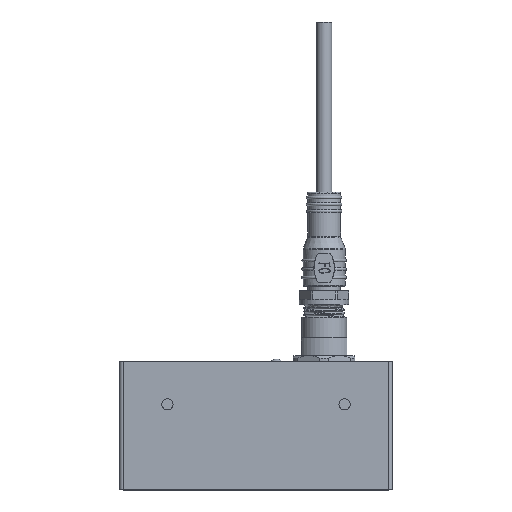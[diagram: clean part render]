
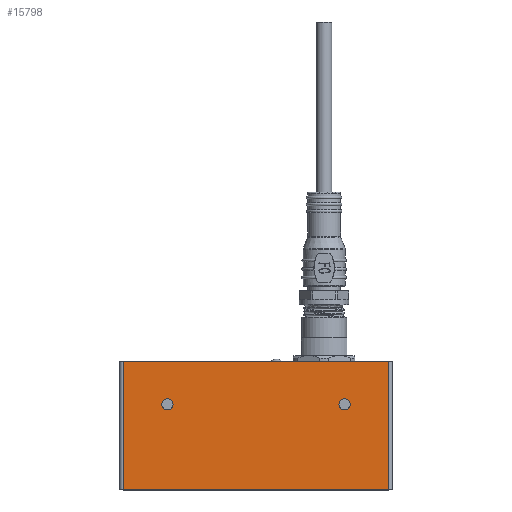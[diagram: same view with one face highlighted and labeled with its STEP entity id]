
A CAD part, top view. The second image highlights one B-rep face of the part: STEP entity #15798.
In plain terms, the highlighted planar face has unit normal (0, 0, 1).
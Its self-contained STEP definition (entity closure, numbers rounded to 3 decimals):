
#217 = DIRECTION ( 'NONE',  ( 0., 0., -1. ) ) ;
#607 = ORIENTED_EDGE ( 'NONE', *, *, #7219, .F. ) ;
#668 = DIRECTION ( 'NONE',  ( 1., 0., 0. ) ) ;
#824 = CARTESIAN_POINT ( 'NONE',  ( -40., 15.1, 12.5 ) ) ;
#945 = VERTEX_POINT ( 'NONE', #15924 ) ;
#1344 = CARTESIAN_POINT ( 'NONE',  ( 27.65, 2.6, 12.5 ) ) ;
#1348 = AXIS2_PLACEMENT_3D ( 'NONE', #12953, #1489, #6638 ) ;
#1489 = DIRECTION ( 'NONE',  ( 0., 0., 1. ) ) ;
#1959 = ORIENTED_EDGE ( 'NONE', *, *, #10369, .F. ) ;
#2036 = DIRECTION ( 'NONE',  ( 1., 0., 0. ) ) ;
#2124 = ORIENTED_EDGE ( 'NONE', *, *, #15719, .F. ) ;
#2924 = LINE ( 'NONE', #3813, #5137 ) ;
#2954 = LINE ( 'NONE', #824, #12901 ) ;
#3213 = CARTESIAN_POINT ( 'NONE',  ( -39., -22.5, 12.5 ) ) ;
#3726 = AXIS2_PLACEMENT_3D ( 'NONE', #15631, #217, #9246 ) ;
#3785 = CARTESIAN_POINT ( 'NONE',  ( -24.35, 2.6, 12.5 ) ) ;
#3813 = CARTESIAN_POINT ( 'NONE',  ( 39., 22.5, 12.5 ) ) ;
#4241 = CARTESIAN_POINT ( 'NONE',  ( 39., 15.1, 12.5 ) ) ;
#4490 = LINE ( 'NONE', #7092, #11816 ) ;
#4511 = ORIENTED_EDGE ( 'NONE', *, *, #8814, .T. ) ;
#5137 = VECTOR ( 'NONE', #12900, 1000. ) ;
#6048 = VERTEX_POINT ( 'NONE', #3213 ) ;
#6420 = AXIS2_PLACEMENT_3D ( 'NONE', #13574, #14939, #668 ) ;
#6488 = CARTESIAN_POINT ( 'NONE',  ( -39., 22.5, 12.5 ) ) ;
#6638 = DIRECTION ( 'NONE',  ( 1., 0., 0. ) ) ;
#7092 = CARTESIAN_POINT ( 'NONE',  ( -40., -22.5, 12.5 ) ) ;
#7219 = EDGE_CURVE ( 'NONE', #14269, #12328, #2954, .T. ) ;
#7354 = CIRCLE ( 'NONE', #1348, 1.65 ) ;
#8243 = VECTOR ( 'NONE', #9097, 1000. ) ;
#8669 = EDGE_LOOP ( 'NONE', ( #2124 ) ) ;
#8814 = EDGE_CURVE ( 'NONE', #6048, #945, #4490, .T. ) ;
#9097 = DIRECTION ( 'NONE',  ( 0., -1., 0. ) ) ;
#9246 = DIRECTION ( 'NONE',  ( -1., 0., 0. ) ) ;
#9261 = CARTESIAN_POINT ( 'NONE',  ( -39., 15.1, 12.5 ) ) ;
#9694 = CIRCLE ( 'NONE', #6420, 1.65 ) ;
#9856 = LINE ( 'NONE', #6488, #8243 ) ;
#9914 = ORIENTED_EDGE ( 'NONE', *, *, #14347, .T. ) ;
#10369 = EDGE_CURVE ( 'NONE', #13922, #13922, #9694, .T. ) ;
#10387 = PLANE ( 'NONE',  #3726 ) ;
#11209 = FACE_BOUND ( 'NONE', #8669, .T. ) ;
#11305 = EDGE_LOOP ( 'NONE', ( #4511, #11747, #607, #9914 ) ) ;
#11747 = ORIENTED_EDGE ( 'NONE', *, *, #12762, .T. ) ;
#11816 = VECTOR ( 'NONE', #12301, 1000. ) ;
#12301 = DIRECTION ( 'NONE',  ( 1., 0., 0. ) ) ;
#12328 = VERTEX_POINT ( 'NONE', #4241 ) ;
#12762 = EDGE_CURVE ( 'NONE', #945, #12328, #2924, .T. ) ;
#12900 = DIRECTION ( 'NONE',  ( 0., 1., 0. ) ) ;
#12901 = VECTOR ( 'NONE', #2036, 1000. ) ;
#12953 = CARTESIAN_POINT ( 'NONE',  ( 26., 2.6, 12.5 ) ) ;
#13574 = CARTESIAN_POINT ( 'NONE',  ( -26., 2.6, 12.5 ) ) ;
#13922 = VERTEX_POINT ( 'NONE', #3785 ) ;
#14269 = VERTEX_POINT ( 'NONE', #9261 ) ;
#14347 = EDGE_CURVE ( 'NONE', #14269, #6048, #9856, .T. ) ;
#14650 = EDGE_LOOP ( 'NONE', ( #1959 ) ) ;
#14939 = DIRECTION ( 'NONE',  ( 0., 0., 1. ) ) ;
#15257 = FACE_OUTER_BOUND ( 'NONE', #11305, .T. ) ;
#15487 = FACE_BOUND ( 'NONE', #14650, .T. ) ;
#15631 = CARTESIAN_POINT ( 'NONE',  ( -40., 22.5, 12.5 ) ) ;
#15719 = EDGE_CURVE ( 'NONE', #16221, #16221, #7354, .T. ) ;
#15798 = ADVANCED_FACE ( 'NONE', ( #15257, #15487, #11209 ), #10387, .F. ) ;
#15924 = CARTESIAN_POINT ( 'NONE',  ( 39., -22.5, 12.5 ) ) ;
#16221 = VERTEX_POINT ( 'NONE', #1344 ) ;
